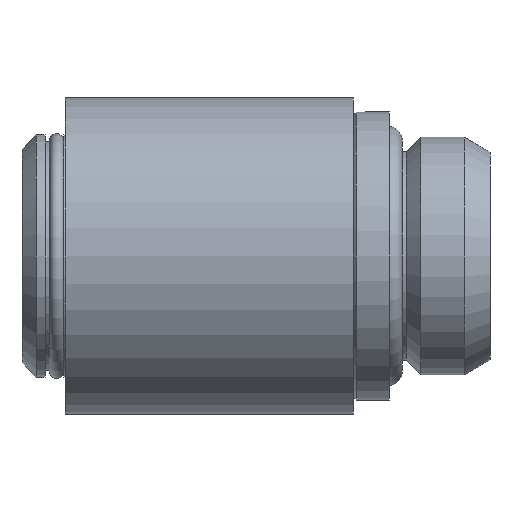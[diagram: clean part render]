
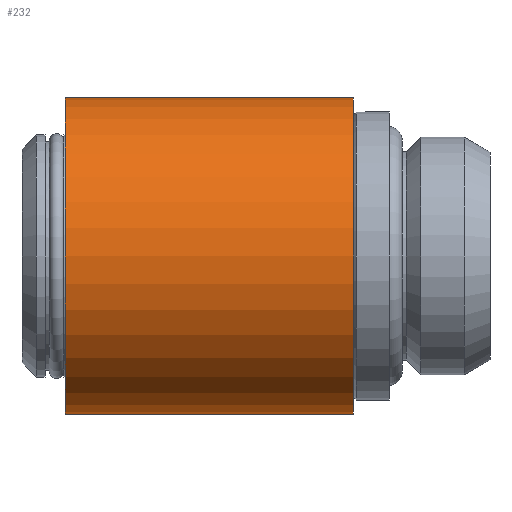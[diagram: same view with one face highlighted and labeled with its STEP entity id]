
A CAD part, left-side view. The second image highlights one B-rep face of the part: STEP entity #232.
In plain terms, the highlighted cylindrical face has radius 11 mm (diameter 22 mm), a partial arc.
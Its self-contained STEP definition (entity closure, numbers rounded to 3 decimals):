
#2 = ORIENTED_EDGE ( 'NONE', *, *, #20, .T. ) ;
#4 = ORIENTED_EDGE ( 'NONE', *, *, #501, .T. ) ;
#12 = ORIENTED_EDGE ( 'NONE', *, *, #101, .T. ) ;
#17 = ORIENTED_EDGE ( 'NONE', *, *, #493, .F. ) ;
#20 = EDGE_CURVE ( 'NONE', #485, #522, #959, .T. ) ;
#101 = EDGE_CURVE ( 'NONE', #489, #488, #2142, .T. ) ;
#227 = EDGE_LOOP ( 'NONE', ( #17, #12, #4, #2 ) ) ;
#232 = ADVANCED_FACE ( 'NONE', ( #1237 ), #1236, .T. ) ;
#485 = VERTEX_POINT ( 'NONE', #2330 ) ;
#488 = VERTEX_POINT ( 'NONE', #2416 ) ;
#489 = VERTEX_POINT ( 'NONE', #2415 ) ;
#493 = EDGE_CURVE ( 'NONE', #489, #522, #2442, .T. ) ;
#501 = EDGE_CURVE ( 'NONE', #488, #485, #2789, .T. ) ;
#522 = VERTEX_POINT ( 'NONE', #1740 ) ;
#958 = AXIS2_PLACEMENT_3D ( 'NONE', #964, #963, #962 ) ;
#959 = CIRCLE ( 'NONE', #958, 11. ) ;
#962 = DIRECTION ( 'NONE',  ( 0., 0., -1. ) ) ;
#963 = DIRECTION ( 'NONE',  ( 0., -1., 0. ) ) ;
#964 = CARTESIAN_POINT ( 'NONE',  ( 0., 29.5, 0. ) ) ;
#1230 = AXIS2_PLACEMENT_3D ( 'NONE', #1232, #1233, #1231 ) ;
#1231 = DIRECTION ( 'NONE',  ( 0., 0., 1. ) ) ;
#1232 = CARTESIAN_POINT ( 'NONE',  ( 0., 33.086, 0. ) ) ;
#1233 = DIRECTION ( 'NONE',  ( 0., 1., 0. ) ) ;
#1236 = CYLINDRICAL_SURFACE ( 'NONE', #1230, 11. ) ;
#1237 = FACE_OUTER_BOUND ( 'NONE', #227, .T. ) ;
#1740 = CARTESIAN_POINT ( 'NONE',  ( 0., 29.5, -11. ) ) ;
#2129 = CARTESIAN_POINT ( 'NONE',  ( 0., 9.5, 0. ) ) ;
#2134 = DIRECTION ( 'NONE',  ( 0., 0., 1. ) ) ;
#2135 = DIRECTION ( 'NONE',  ( 0., 1., 0. ) ) ;
#2136 = AXIS2_PLACEMENT_3D ( 'NONE', #2129, #2135, #2134 ) ;
#2142 = CIRCLE ( 'NONE', #2136, 11. ) ;
#2330 = CARTESIAN_POINT ( 'NONE',  ( 0., 29.5, 11. ) ) ;
#2415 = CARTESIAN_POINT ( 'NONE',  ( 0., 9.5, -11. ) ) ;
#2416 = CARTESIAN_POINT ( 'NONE',  ( 0., 9.5, 11. ) ) ;
#2441 = VECTOR ( 'NONE', #2465, 1000. ) ;
#2442 = LINE ( 'NONE', #2464, #2441 ) ;
#2464 = CARTESIAN_POINT ( 'NONE',  ( 0., 33.086, -11. ) ) ;
#2465 = DIRECTION ( 'NONE',  ( 0., 1., 0. ) ) ;
#2786 = DIRECTION ( 'NONE',  ( 0., 1., 0. ) ) ;
#2787 = VECTOR ( 'NONE', #2786, 1000. ) ;
#2788 = CARTESIAN_POINT ( 'NONE',  ( 0., 33.086, 11. ) ) ;
#2789 = LINE ( 'NONE', #2788, #2787 ) ;
